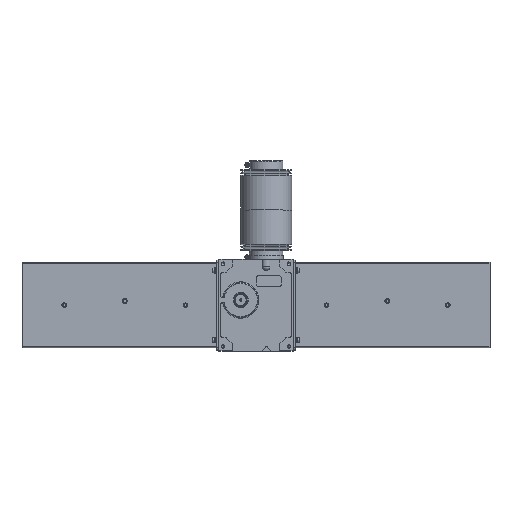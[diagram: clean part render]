
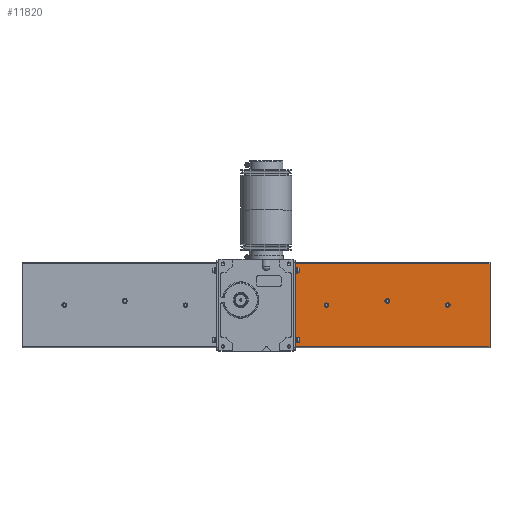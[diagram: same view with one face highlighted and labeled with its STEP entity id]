
A CAD part, top view. The second image highlights one B-rep face of the part: STEP entity #11820.
In plain terms, the highlighted planar face has unit normal (0, 0, 1).
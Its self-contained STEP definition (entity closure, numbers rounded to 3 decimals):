
#696=CIRCLE('',#12846,5.);
#697=CIRCLE('',#12847,5.);
#698=CIRCLE('',#12848,5.);
#1792=ORIENTED_EDGE('',*,*,#4749,.F.);
#1793=ORIENTED_EDGE('',*,*,#4750,.F.);
#1794=ORIENTED_EDGE('',*,*,#4751,.F.);
#1795=ORIENTED_EDGE('',*,*,#4745,.T.);
#1796=ORIENTED_EDGE('',*,*,#4752,.F.);
#1797=ORIENTED_EDGE('',*,*,#4753,.F.);
#1798=ORIENTED_EDGE('',*,*,#4746,.T.);
#4745=EDGE_CURVE('',#6264,#6270,#7334,.T.);
#4746=EDGE_CURVE('',#6271,#6264,#7335,.T.);
#4749=EDGE_CURVE('',#6273,#6273,#696,.F.);
#4750=EDGE_CURVE('',#6274,#6274,#697,.F.);
#4751=EDGE_CURVE('',#6275,#6275,#698,.F.);
#4752=EDGE_CURVE('',#6276,#6270,#7337,.T.);
#4753=EDGE_CURVE('',#6271,#6276,#7338,.T.);
#6264=VERTEX_POINT('',#18482);
#6270=VERTEX_POINT('',#18494);
#6271=VERTEX_POINT('',#18499);
#6273=VERTEX_POINT('',#18505);
#6274=VERTEX_POINT('',#18507);
#6275=VERTEX_POINT('',#18509);
#6276=VERTEX_POINT('',#18511);
#7334=LINE('',#18495,#8312);
#7335=LINE('',#18498,#8313);
#7337=LINE('',#18510,#8315);
#7338=LINE('',#18512,#8316);
#8312=VECTOR('',#14751,1000.);
#8313=VECTOR('',#14756,1000.);
#8315=VECTOR('',#14768,1000.);
#8316=VECTOR('',#14769,1000.);
#9319=EDGE_LOOP('',(#1792));
#9320=EDGE_LOOP('',(#1793));
#9321=EDGE_LOOP('',(#1794));
#9322=EDGE_LOOP('',(#1795,#1796,#1797,#1798));
#10379=FACE_BOUND('',#9319,.T.);
#10380=FACE_BOUND('',#9320,.T.);
#10381=FACE_BOUND('',#9321,.T.);
#10382=FACE_BOUND('',#9322,.T.);
#11303=PLANE('',#12845);
#11820=ADVANCED_FACE('',(#10379,#10380,#10381,#10382),#11303,.F.);
#12845=AXIS2_PLACEMENT_3D('',#18503,#14760,#14761);
#12846=AXIS2_PLACEMENT_3D('',#18504,#14762,#14763);
#12847=AXIS2_PLACEMENT_3D('',#18506,#14764,#14765);
#12848=AXIS2_PLACEMENT_3D('',#18508,#14766,#14767);
#14751=DIRECTION('',(0.,-1.,0.));
#14756=DIRECTION('',(-1.,0.,0.));
#14760=DIRECTION('',(0.,0.,-1.));
#14761=DIRECTION('',(-1.,0.,0.));
#14762=DIRECTION('',(0.,0.,-1.));
#14763=DIRECTION('',(-1.,0.,0.));
#14764=DIRECTION('',(0.,0.,-1.));
#14765=DIRECTION('',(-1.,0.,0.));
#14766=DIRECTION('',(0.,0.,-1.));
#14767=DIRECTION('',(-1.,0.,0.));
#14768=DIRECTION('',(-1.,0.,0.));
#14769=DIRECTION('',(0.,-1.,0.));
#18482=CARTESIAN_POINT('',(4.5,89.6,26.2));
#18494=CARTESIAN_POINT('',(4.5,-89.6,26.2));
#18495=CARTESIAN_POINT('',(4.5,89.6,26.2));
#18498=CARTESIAN_POINT('',(423.,89.6,26.2));
#18499=CARTESIAN_POINT('',(423.,89.6,26.2));
#18503=CARTESIAN_POINT('',(423.,89.6,26.2));
#18504=CARTESIAN_POINT('',(201.5,9.,26.2));
#18505=CARTESIAN_POINT('',(196.5,9.,26.2));
#18506=CARTESIAN_POINT('',(332.,0.,26.2));
#18507=CARTESIAN_POINT('',(327.,0.,26.2));
#18508=CARTESIAN_POINT('',(71.,0.,26.2));
#18509=CARTESIAN_POINT('',(66.,0.,26.2));
#18510=CARTESIAN_POINT('',(423.,-89.6,26.2));
#18511=CARTESIAN_POINT('',(423.,-89.6,26.2));
#18512=CARTESIAN_POINT('',(423.,89.6,26.2));
